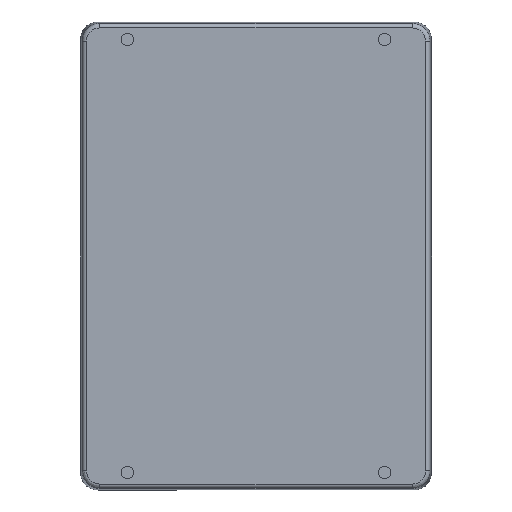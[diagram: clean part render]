
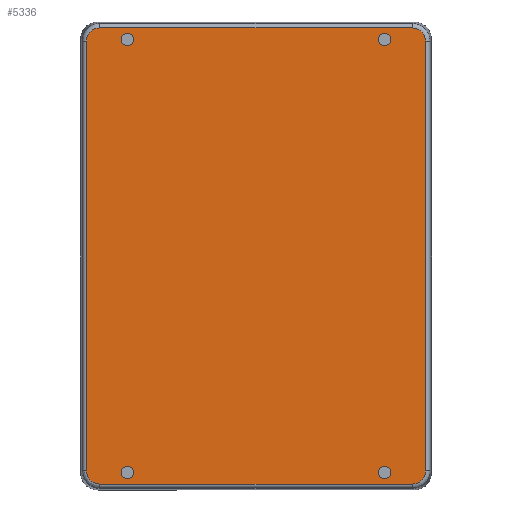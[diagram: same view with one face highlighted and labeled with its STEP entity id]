
A CAD part, left-side view. The second image highlights one B-rep face of the part: STEP entity #5336.
In plain terms, the highlighted planar face has unit normal (-1, 0, 0).
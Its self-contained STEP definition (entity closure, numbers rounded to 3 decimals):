
#376=LINE('',#12011,#672);
#378=LINE('',#12127,#674);
#379=LINE('',#12132,#675);
#381=LINE('',#12245,#677);
#672=VECTOR('',#7564,10.693);
#674=VECTOR('',#7582,14.693);
#675=VECTOR('',#7587,14.693);
#677=VECTOR('',#7603,10.693);
#796=ELLIPSE('',#5986,0.45,0.45);
#797=ELLIPSE('',#5988,0.45,0.45);
#800=ELLIPSE('',#5996,0.45,0.45);
#801=ELLIPSE('',#5998,0.45,0.45);
#918=PLANE('',#6007);
#1174=FACE_BOUND('',#1981,.T.);
#1175=FACE_BOUND('',#1982,.T.);
#1176=FACE_BOUND('',#1983,.T.);
#1177=FACE_BOUND('',#1984,.T.);
#1522=FACE_OUTER_BOUND('',#1980,.T.);
#1980=EDGE_LOOP('',(#4910,#4911,#4912,#4913,#4914,#4915,#4916,#4917));
#1981=EDGE_LOOP('',(#4918));
#1982=EDGE_LOOP('',(#4919));
#1983=EDGE_LOOP('',(#4920));
#1984=EDGE_LOOP('',(#4921));
#2139=CIRCLE('',#5687,0.21);
#2143=CIRCLE('',#5693,0.21);
#2147=CIRCLE('',#5699,0.21);
#2151=CIRCLE('',#5705,0.21);
#2574=VERTEX_POINT('',#11429);
#2578=VERTEX_POINT('',#11439);
#2582=VERTEX_POINT('',#11449);
#2586=VERTEX_POINT('',#11459);
#2758=VERTEX_POINT('',#12004);
#2761=VERTEX_POINT('',#12009);
#2762=VERTEX_POINT('',#12062);
#2765=VERTEX_POINT('',#12118);
#2766=VERTEX_POINT('',#12123);
#2769=VERTEX_POINT('',#12130);
#2770=VERTEX_POINT('',#12184);
#2773=VERTEX_POINT('',#12240);
#3214=EDGE_CURVE('',#2574,#2574,#2139,.T.);
#3218=EDGE_CURVE('',#2578,#2578,#2143,.T.);
#3222=EDGE_CURVE('',#2582,#2582,#2147,.T.);
#3226=EDGE_CURVE('',#2586,#2586,#2151,.T.);
#3469=EDGE_CURVE('',#2761,#2758,#376,.T.);
#3472=EDGE_CURVE('',#2758,#2762,#796,.T.);
#3474=EDGE_CURVE('',#2765,#2761,#797,.T.);
#3478=EDGE_CURVE('',#2762,#2766,#378,.T.);
#3480=EDGE_CURVE('',#2769,#2765,#379,.T.);
#3484=EDGE_CURVE('',#2766,#2770,#800,.T.);
#3486=EDGE_CURVE('',#2773,#2769,#801,.T.);
#3488=EDGE_CURVE('',#2770,#2773,#381,.T.);
#4910=ORIENTED_EDGE('',*,*,#3469,.F.);
#4911=ORIENTED_EDGE('',*,*,#3474,.F.);
#4912=ORIENTED_EDGE('',*,*,#3480,.F.);
#4913=ORIENTED_EDGE('',*,*,#3486,.F.);
#4914=ORIENTED_EDGE('',*,*,#3488,.F.);
#4915=ORIENTED_EDGE('',*,*,#3484,.F.);
#4916=ORIENTED_EDGE('',*,*,#3478,.F.);
#4917=ORIENTED_EDGE('',*,*,#3472,.F.);
#4918=ORIENTED_EDGE('',*,*,#3226,.T.);
#4919=ORIENTED_EDGE('',*,*,#3222,.T.);
#4920=ORIENTED_EDGE('',*,*,#3218,.T.);
#4921=ORIENTED_EDGE('',*,*,#3214,.T.);
#5336=ADVANCED_FACE('',(#1522,#1174,#1175,#1176,#1177),#918,.T.);
#5687=AXIS2_PLACEMENT_3D('',#11430,#6873,#6874);
#5693=AXIS2_PLACEMENT_3D('',#11440,#6885,#6886);
#5699=AXIS2_PLACEMENT_3D('',#11450,#6897,#6898);
#5705=AXIS2_PLACEMENT_3D('',#11460,#6909,#6910);
#5986=AXIS2_PLACEMENT_3D('',#12066,#7569,#7570);
#5988=AXIS2_PLACEMENT_3D('',#12120,#7573,#7574);
#5996=AXIS2_PLACEMENT_3D('',#12188,#7593,#7594);
#5998=AXIS2_PLACEMENT_3D('',#12242,#7597,#7598);
#6007=AXIS2_PLACEMENT_3D('',#12265,#7624,#7625);
#6873=DIRECTION('center_axis',(1.,0.,0.));
#6874=DIRECTION('ref_axis',(0.,0.,-1.));
#6885=DIRECTION('center_axis',(1.,0.,0.));
#6886=DIRECTION('ref_axis',(0.,0.,-1.));
#6897=DIRECTION('center_axis',(1.,0.,0.));
#6898=DIRECTION('ref_axis',(0.,0.,-1.));
#6909=DIRECTION('center_axis',(1.,0.,0.));
#6910=DIRECTION('ref_axis',(0.,0.,-1.));
#7564=DIRECTION('',(0.,-1.,0.));
#7569=DIRECTION('center_axis',(1.,0.,0.));
#7570=DIRECTION('ref_axis',(0.,-0.707,0.707));
#7573=DIRECTION('center_axis',(1.,0.,0.));
#7574=DIRECTION('ref_axis',(0.,0.707,0.707));
#7582=DIRECTION('',(0.,0.,-1.));
#7587=DIRECTION('',(0.,0.,1.));
#7593=DIRECTION('center_axis',(1.,0.,0.));
#7594=DIRECTION('ref_axis',(0.,-0.707,-0.707));
#7597=DIRECTION('center_axis',(1.,0.,0.));
#7598=DIRECTION('ref_axis',(0.,0.707,-0.707));
#7603=DIRECTION('',(0.,1.,0.));
#7624=DIRECTION('center_axis',(-1.,0.,0.));
#7625=DIRECTION('ref_axis',(0.,0.,1.));
#11429=CARTESIAN_POINT('',(47.229,37.597,15.61));
#11430=CARTESIAN_POINT('Origin',(47.229,37.597,15.4));
#11439=CARTESIAN_POINT('',(47.229,37.597,0.81));
#11440=CARTESIAN_POINT('Origin',(47.229,37.597,0.6));
#11449=CARTESIAN_POINT('',(47.229,46.397,15.61));
#11450=CARTESIAN_POINT('Origin',(47.229,46.397,15.4));
#11459=CARTESIAN_POINT('',(47.229,46.397,0.81));
#11460=CARTESIAN_POINT('Origin',(47.229,46.397,0.6));
#12004=CARTESIAN_POINT('',(47.229,36.651,15.796));
#12009=CARTESIAN_POINT('',(47.229,47.344,15.796));
#12011=CARTESIAN_POINT('',(47.229,47.344,15.796));
#12062=CARTESIAN_POINT('',(47.229,36.201,15.346));
#12066=CARTESIAN_POINT('Origin',(47.229,36.651,15.346));
#12118=CARTESIAN_POINT('',(47.229,47.794,15.346));
#12120=CARTESIAN_POINT('Origin',(47.229,47.344,15.346));
#12123=CARTESIAN_POINT('',(47.229,36.201,0.654));
#12127=CARTESIAN_POINT('',(47.229,36.201,15.346));
#12130=CARTESIAN_POINT('',(47.229,47.794,0.654));
#12132=CARTESIAN_POINT('',(47.229,47.794,0.654));
#12184=CARTESIAN_POINT('',(47.229,36.651,0.204));
#12188=CARTESIAN_POINT('Origin',(47.229,36.651,0.654));
#12240=CARTESIAN_POINT('',(47.229,47.344,0.204));
#12242=CARTESIAN_POINT('Origin',(47.229,47.344,0.654));
#12245=CARTESIAN_POINT('',(47.229,36.651,0.204));
#12265=CARTESIAN_POINT('Origin',(47.229,36.052,0.));
